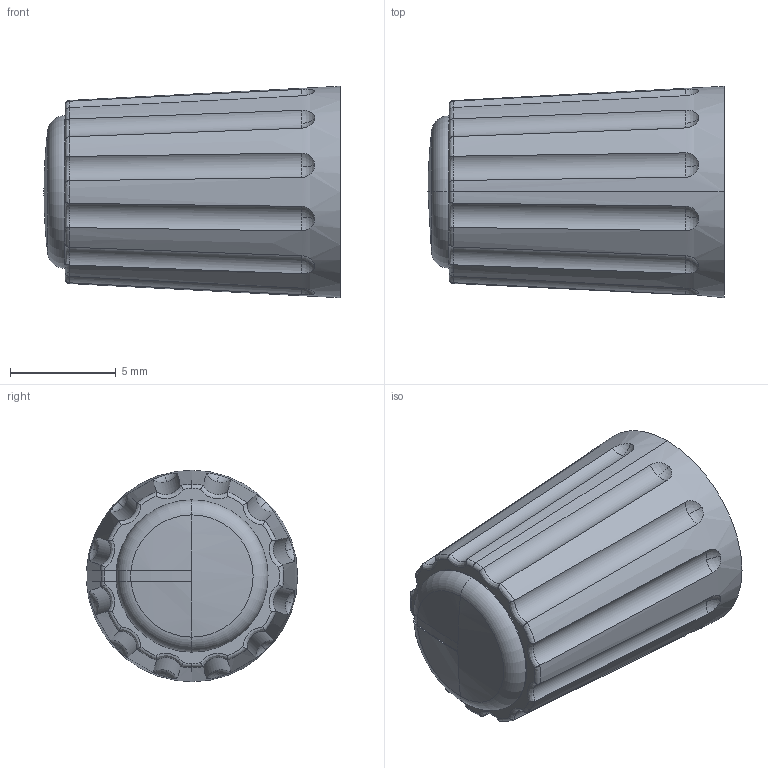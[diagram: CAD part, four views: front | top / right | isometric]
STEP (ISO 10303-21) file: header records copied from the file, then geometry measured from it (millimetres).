
FILE_DESCRIPTION(('OneSpaceDesigner STEP Export'),'2;1');
FILE_NAME('Dummy_021-2125_Knopf_with_040-1625_Cap.stp','2010-05-19T12:03:55',(''),(''),'OneSpace Designer STEP processor for AP214 (Solid Model)','OneSpace Designer 13.20A 18-Aug-2005 (C) CoCreate Software GmbH','');
FILE_SCHEMA(('AUTOMOTIVE_DESIGN { 1 0 10303 214 1 1 1 1 }'));
Length unit declared in the file: millimetre
Products named in the file (2): Dummy_021-2125_Knopf_with_040-1625_Cap
Assembly tree (1 placements, depth 2):
  Dummy_021-2125_Knopf_with_040-1625_Cap
    Dummy_021-2125_Knopf_with_040-1625_Cap
Bounding box: 14 x 9.99 x 10 mm (x, y, z)
Volume: 702.6 mm3; surface area: 1495.6 mm2
Topology: 1 solids, 103 shells, 1287 faces, 3183 edges, 2102 vertices
Faces by surface type: plane 454, cylinder 391, torus 354, cone 49, sphere 27, bspline 12
Entity records: 40775 total; most frequent: CARTESIAN_POINT 17603, ORIENTED_EDGE 6364, EDGE_CURVE 3182, DIRECTION 2403, VERTEX_POINT 2102, EDGE_LOOP 1300, FACE_OUTER_BOUND 1287, ADVANCED_FACE 1287
